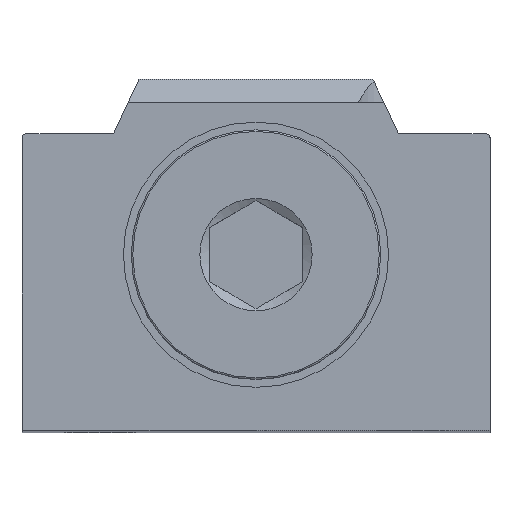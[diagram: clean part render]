
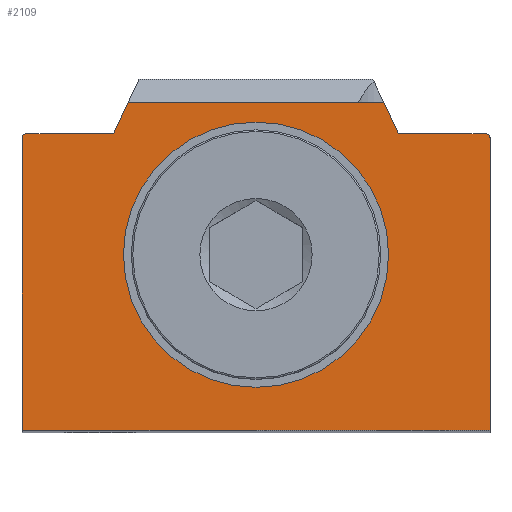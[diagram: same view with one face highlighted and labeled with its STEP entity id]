
A CAD part, top view. The second image highlights one B-rep face of the part: STEP entity #2109.
In plain terms, the highlighted planar face has unit normal (0, 0, 1).
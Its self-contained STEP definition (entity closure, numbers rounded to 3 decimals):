
#114=CIRCLE('',#2263,0.5);
#117=CIRCLE('',#2270,0.5);
#127=CIRCLE('',#2332,17.);
#187=LINE('',#3089,#340);
#245=LINE('',#3470,#398);
#250=LINE('',#3484,#403);
#272=LINE('',#3545,#425);
#280=LINE('',#3572,#433);
#282=LINE('',#3579,#435);
#284=LINE('',#3583,#437);
#326=LINE('',#3687,#479);
#340=VECTOR('',#2450,1000.);
#398=VECTOR('',#2594,1000.);
#403=VECTOR('',#2607,1000.);
#425=VECTOR('',#2653,1000.);
#433=VECTOR('',#2681,1000.);
#435=VECTOR('',#2689,1000.);
#437=VECTOR('',#2695,1000.);
#479=VECTOR('',#2841,1000.);
#864=ORIENTED_EDGE('',*,*,#1285,.T.);
#865=ORIENTED_EDGE('',*,*,#1170,.T.);
#866=ORIENTED_EDGE('',*,*,#1283,.T.);
#867=ORIENTED_EDGE('',*,*,#1064,.T.);
#868=ORIENTED_EDGE('',*,*,#1230,.T.);
#869=ORIENTED_EDGE('',*,*,#1219,.T.);
#870=ORIENTED_EDGE('',*,*,#1223,.T.);
#871=ORIENTED_EDGE('',*,*,#1227,.T.);
#872=ORIENTED_EDGE('',*,*,#1209,.T.);
#873=ORIENTED_EDGE('',*,*,#1213,.T.);
#874=ORIENTED_EDGE('',*,*,#1177,.T.);
#1064=EDGE_CURVE('',#1350,#1349,#187,.T.);
#1170=EDGE_CURVE('',#1452,#1451,#245,.T.);
#1177=EDGE_CURVE('',#1457,#1452,#250,.T.);
#1209=EDGE_CURVE('',#1484,#1483,#272,.T.);
#1213=EDGE_CURVE('',#1483,#1457,#114,.T.);
#1219=EDGE_CURVE('',#1490,#1489,#117,.T.);
#1223=EDGE_CURVE('',#1489,#1492,#280,.T.);
#1227=EDGE_CURVE('',#1492,#1484,#282,.T.);
#1230=EDGE_CURVE('',#1349,#1490,#284,.T.);
#1283=EDGE_CURVE('',#1451,#1350,#326,.T.);
#1285=EDGE_CURVE('',#1505,#1505,#127,.T.);
#1349=VERTEX_POINT('',#3088);
#1350=VERTEX_POINT('',#3090);
#1451=VERTEX_POINT('',#3469);
#1452=VERTEX_POINT('',#3471);
#1457=VERTEX_POINT('',#3485);
#1483=VERTEX_POINT('',#3544);
#1484=VERTEX_POINT('',#3546);
#1489=VERTEX_POINT('',#3563);
#1490=VERTEX_POINT('',#3565);
#1492=VERTEX_POINT('',#3571);
#1505=VERTEX_POINT('',#3692);
#1666=EDGE_LOOP('',(#864));
#1667=EDGE_LOOP('',(#865,#866,#867,#868,#869,#870,#871,#872,#873,#874));
#1861=FACE_BOUND('',#1666,.T.);
#1862=FACE_BOUND('',#1667,.T.);
#2015=PLANE('',#2331);
#2109=ADVANCED_FACE('',(#1861,#1862),#2015,.T.);
#2263=AXIS2_PLACEMENT_3D('',#3553,#2659,#2660);
#2270=AXIS2_PLACEMENT_3D('',#3564,#2674,#2675);
#2331=AXIS2_PLACEMENT_3D('',#3690,#2846,#2847);
#2332=AXIS2_PLACEMENT_3D('',#3691,#2848,#2849);
#2450=DIRECTION('',(-0.423,-0.906,0.));
#2594=DIRECTION('',(-0.423,0.906,0.));
#2607=DIRECTION('',(-1.,0.,0.));
#2653=DIRECTION('',(0.,1.,0.));
#2659=DIRECTION('',(0.,0.,1.));
#2660=DIRECTION('',(1.,0.,0.));
#2674=DIRECTION('',(0.,0.,1.));
#2675=DIRECTION('',(1.,0.,0.));
#2681=DIRECTION('',(0.,-1.,0.));
#2689=DIRECTION('',(1.,0.,0.));
#2695=DIRECTION('',(-1.,0.,0.));
#2841=DIRECTION('',(-1.,0.,0.));
#2846=DIRECTION('',(0.,0.,1.));
#2847=DIRECTION('',(1.,0.,0.));
#2848=DIRECTION('',(0.,0.,-1.));
#2849=DIRECTION('',(-1.,0.,0.));
#3088=CARTESIAN_POINT('',(-18.264,15.5,85.));
#3089=CARTESIAN_POINT('',(-15.,22.5,85.));
#3090=CARTESIAN_POINT('',(-16.399,19.5,85.));
#3469=CARTESIAN_POINT('',(16.399,19.5,85.));
#3470=CARTESIAN_POINT('',(18.264,15.5,85.));
#3471=CARTESIAN_POINT('',(18.264,15.5,85.));
#3484=CARTESIAN_POINT('',(29.5,15.5,85.));
#3485=CARTESIAN_POINT('',(29.5,15.5,85.));
#3544=CARTESIAN_POINT('',(30.,15.,85.));
#3545=CARTESIAN_POINT('',(30.,-22.5,85.));
#3546=CARTESIAN_POINT('',(30.,-22.5,85.));
#3553=CARTESIAN_POINT('',(29.5,15.,85.));
#3563=CARTESIAN_POINT('',(-30.,15.,85.));
#3564=CARTESIAN_POINT('',(-29.5,15.,85.));
#3565=CARTESIAN_POINT('',(-29.5,15.5,85.));
#3571=CARTESIAN_POINT('',(-30.,-22.5,85.));
#3572=CARTESIAN_POINT('',(-30.,25.,85.));
#3579=CARTESIAN_POINT('',(-30.,-22.5,85.));
#3583=CARTESIAN_POINT('',(-18.264,15.5,85.));
#3687=CARTESIAN_POINT('',(20.,19.5,85.));
#3690=CARTESIAN_POINT('',(40.,25.,85.));
#3691=CARTESIAN_POINT('',(0.,0.,85.));
#3692=CARTESIAN_POINT('',(-17.,0.,85.));
